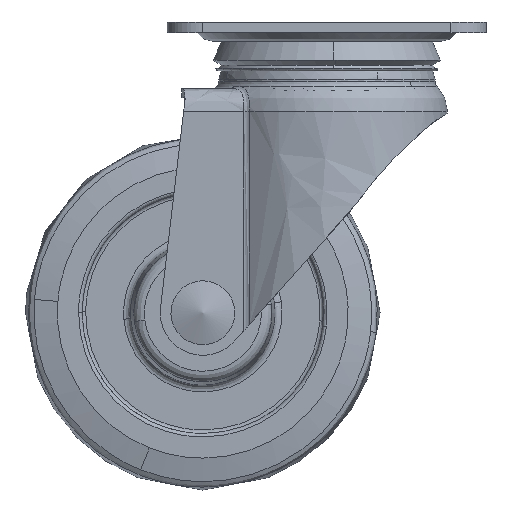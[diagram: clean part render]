
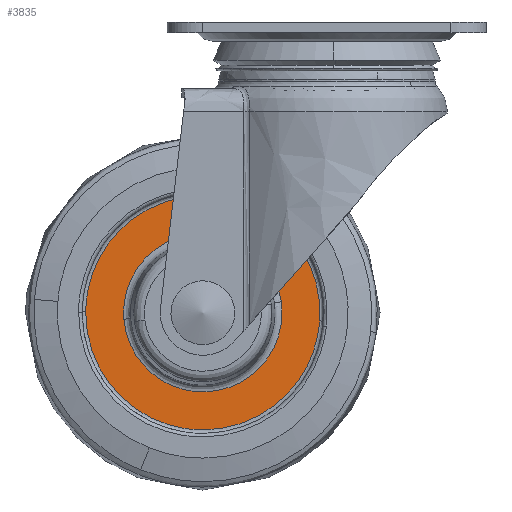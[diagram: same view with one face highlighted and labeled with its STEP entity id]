
A CAD part, front view. The second image highlights one B-rep face of the part: STEP entity #3835.
In plain terms, the highlighted free-form (B-spline) face has degree [1, 1] with [2, 2] control points.
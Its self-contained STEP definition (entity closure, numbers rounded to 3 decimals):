
#2477=CARTESIAN_POINT('',(-68.037,-11.,-81.585));
#2478=VERTEX_POINT('',#2477);
#2492=CARTESIAN_POINT('',(-35.0,-11.,-48.96));
#2493=VERTEX_POINT('',#2492);
#2494=CARTESIAN_POINT('',(-35.0,-11.,-48.96));
#2495=CARTESIAN_POINT('',(-67.627,-11.,-48.96));
#2496=CARTESIAN_POINT('',(-68.037,-11.,-81.585));
#2504=(BOUNDED_CURVE()B_SPLINE_CURVE(2,(#2494,#2495,#2496),.UNSPECIFIED.,.F.,.U.)B_SPLINE_CURVE_WITH_KNOTS((3,3),(0.5,0.748),.UNSPECIFIED.)CURVE()GEOMETRIC_REPRESENTATION_ITEM()RATIONAL_B_SPLINE_CURVE((1.0,0.71,0.995))REPRESENTATION_ITEM(''));
#2505=EDGE_CURVE('',#2493,#2478,#2504,.T.);
#2507=CARTESIAN_POINT('',(-2.041,-11.,-84.304));
#2508=VERTEX_POINT('',#2507);
#2509=CARTESIAN_POINT('',(-2.041,-11.,-84.304));
#2510=CARTESIAN_POINT('',(-1.96,-11.,-83.153));
#2511=CARTESIAN_POINT('',(-1.96,-11.,-82.));
#2512=CARTESIAN_POINT('',(-1.96,-11.,-48.96));
#2513=CARTESIAN_POINT('',(-35.0,-11.,-48.96));
#2521=(BOUNDED_CURVE()B_SPLINE_CURVE(2,(#2509,#2510,#2511,#2512,#2513),.UNSPECIFIED.,.F.,.U.)B_SPLINE_CURVE_WITH_KNOTS((3,2,3),(0.238,0.25,0.5),.UNSPECIFIED.)CURVE()GEOMETRIC_REPRESENTATION_ITEM()RATIONAL_B_SPLINE_CURVE((0.973,0.986,1.0,0.707,1.0))REPRESENTATION_ITEM(''));
#2522=EDGE_CURVE('',#2508,#2493,#2521,.T.);
#2567=CARTESIAN_POINT('',(-35.0,-11.,-115.04));
#2568=VERTEX_POINT('',#2567);
#2569=CARTESIAN_POINT('',(-35.0,-11.,-115.04));
#2570=CARTESIAN_POINT('',(-4.189,-11.,-115.04));
#2571=CARTESIAN_POINT('',(-2.041,-11.,-84.304));
#2579=(BOUNDED_CURVE()B_SPLINE_CURVE(2,(#2569,#2570,#2571),.UNSPECIFIED.,.F.,.U.)B_SPLINE_CURVE_WITH_KNOTS((3,3),(0.0,0.238),.UNSPECIFIED.)CURVE()GEOMETRIC_REPRESENTATION_ITEM()RATIONAL_B_SPLINE_CURVE((1.0,0.721,0.973))REPRESENTATION_ITEM(''));
#2580=EDGE_CURVE('',#2568,#2508,#2579,.T.);
#2582=CARTESIAN_POINT('',(-68.037,-11.,-81.585));
#2583=CARTESIAN_POINT('',(-68.04,-11.,-81.792));
#2584=CARTESIAN_POINT('',(-68.04,-11.,-82.));
#2585=CARTESIAN_POINT('',(-68.04,-11.,-115.04));
#2586=CARTESIAN_POINT('',(-35.0,-11.,-115.04));
#2594=(BOUNDED_CURVE()B_SPLINE_CURVE(2,(#2582,#2583,#2584,#2585,#2586),.UNSPECIFIED.,.F.,.U.)B_SPLINE_CURVE_WITH_KNOTS((3,2,3),(0.748,0.75,1.0),.UNSPECIFIED.)CURVE()GEOMETRIC_REPRESENTATION_ITEM()RATIONAL_B_SPLINE_CURVE((0.995,0.997,1.0,0.707,1.0))REPRESENTATION_ITEM(''));
#2595=EDGE_CURVE('',#2478,#2568,#2594,.T.);
#2631=CARTESIAN_POINT('',(-57.258,-11.,-83.807));
#2632=VERTEX_POINT('',#2631);
#2633=CARTESIAN_POINT('',(-35.0,-11.,-104.331));
#2634=VERTEX_POINT('',#2633);
#2635=CARTESIAN_POINT('',(-57.258,-11.,-83.807));
#2636=CARTESIAN_POINT('',(-55.592,-11.,-104.331));
#2637=CARTESIAN_POINT('',(-35.0,-11.,-104.331));
#2645=(BOUNDED_CURVE()B_SPLINE_CURVE(2,(#2635,#2636,#2637),.UNSPECIFIED.,.F.,.U.)B_SPLINE_CURVE_WITH_KNOTS((3,3),(0.764,1.0),.UNSPECIFIED.)CURVE()GEOMETRIC_REPRESENTATION_ITEM()RATIONAL_B_SPLINE_CURVE((0.969,0.724,1.0))REPRESENTATION_ITEM(''));
#2646=EDGE_CURVE('',#2632,#2634,#2645,.T.);
#2648=CARTESIAN_POINT('',(-12.882,-11.,-78.923));
#2649=VERTEX_POINT('',#2648);
#2650=CARTESIAN_POINT('',(-35.0,-11.,-104.331));
#2651=CARTESIAN_POINT('',(-12.669,-11.,-104.331));
#2652=CARTESIAN_POINT('',(-12.669,-11.,-82.));
#2653=CARTESIAN_POINT('',(-12.669,-11.,-80.454));
#2654=CARTESIAN_POINT('',(-12.882,-11.,-78.923));
#2662=(BOUNDED_CURVE()B_SPLINE_CURVE(2,(#2650,#2651,#2652,#2653,#2654),.UNSPECIFIED.,.F.,.U.)B_SPLINE_CURVE_WITH_KNOTS((3,2,3),(0.0,0.25,0.274),.UNSPECIFIED.)CURVE()GEOMETRIC_REPRESENTATION_ITEM()RATIONAL_B_SPLINE_CURVE((1.0,0.707,1.0,0.972,0.95))REPRESENTATION_ITEM(''));
#2663=EDGE_CURVE('',#2634,#2649,#2662,.T.);
#2720=CARTESIAN_POINT('',(-35.0,-11.,-59.669));
#2721=VERTEX_POINT('',#2720);
#2722=CARTESIAN_POINT('',(-35.0,-11.,-59.669));
#2723=CARTESIAN_POINT('',(-57.331,-11.,-59.669));
#2724=CARTESIAN_POINT('',(-57.331,-11.,-82.));
#2725=CARTESIAN_POINT('',(-57.331,-11.,-82.905));
#2726=CARTESIAN_POINT('',(-57.258,-11.,-83.807));
#2734=(BOUNDED_CURVE()B_SPLINE_CURVE(2,(#2722,#2723,#2724,#2725,#2726),.UNSPECIFIED.,.F.,.U.)B_SPLINE_CURVE_WITH_KNOTS((3,2,3),(0.5,0.75,0.764),.UNSPECIFIED.)CURVE()GEOMETRIC_REPRESENTATION_ITEM()RATIONAL_B_SPLINE_CURVE((1.0,0.707,1.0,0.983,0.969))REPRESENTATION_ITEM(''));
#2735=EDGE_CURVE('',#2721,#2632,#2734,.T.);
#2742=CARTESIAN_POINT('',(-12.882,-11.,-78.923));
#2743=CARTESIAN_POINT('',(-15.561,-11.,-59.669));
#2744=CARTESIAN_POINT('',(-35.0,-11.,-59.669));
#2752=(BOUNDED_CURVE()B_SPLINE_CURVE(2,(#2742,#2743,#2744),.UNSPECIFIED.,.F.,.U.)B_SPLINE_CURVE_WITH_KNOTS((3,3),(0.274,0.5),.UNSPECIFIED.)CURVE()GEOMETRIC_REPRESENTATION_ITEM()RATIONAL_B_SPLINE_CURVE((0.95,0.735,1.0))REPRESENTATION_ITEM(''));
#2753=EDGE_CURVE('',#2649,#2721,#2752,.T.);
#3818=CARTESIAN_POINT('',(-71.338,-11.,-45.659));
#3819=CARTESIAN_POINT('',(-71.338,-11.,-118.341));
#3820=CARTESIAN_POINT('',(1.336,-11.,-45.659));
#3821=CARTESIAN_POINT('',(1.336,-11.,-118.341));
#3822=B_SPLINE_SURFACE_WITH_KNOTS('',1,1,((#3818,#3820),(#3819,#3821)),.UNSPECIFIED.,.F.,.F.,.U.,(2,2),(2,2),(0.0,72.681),(0.0,72.674),.UNSPECIFIED.);
#3823=ORIENTED_EDGE('',*,*,#2580,.T.);
#3824=ORIENTED_EDGE('',*,*,#2522,.T.);
#3825=ORIENTED_EDGE('',*,*,#2505,.T.);
#3826=ORIENTED_EDGE('',*,*,#2595,.T.);
#3827=EDGE_LOOP('',(#3823,#3824,#3825,#3826));
#3828=FACE_OUTER_BOUND('',#3827,.T.);
#3829=ORIENTED_EDGE('',*,*,#2663,.F.);
#3830=ORIENTED_EDGE('',*,*,#2646,.F.);
#3831=ORIENTED_EDGE('',*,*,#2735,.F.);
#3832=ORIENTED_EDGE('',*,*,#2753,.F.);
#3833=EDGE_LOOP('',(#3829,#3830,#3831,#3832));
#3834=FACE_BOUND('',#3833,.T.);
#3835=ADVANCED_FACE('',(#3828,#3834),#3822,.T.);
